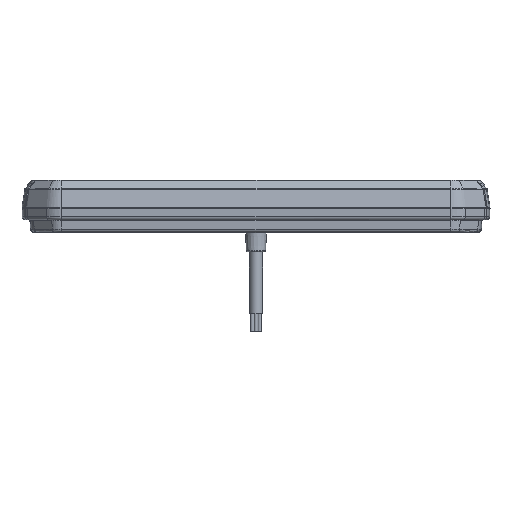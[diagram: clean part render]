
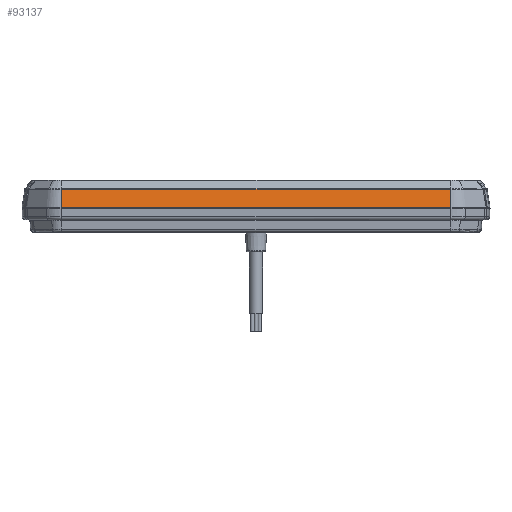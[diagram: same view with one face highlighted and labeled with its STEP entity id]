
A CAD part, front view. The second image highlights one B-rep face of the part: STEP entity #93137.
In plain terms, the highlighted planar face has unit normal (0, -0.987, 0.158).
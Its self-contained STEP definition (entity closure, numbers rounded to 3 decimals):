
#787 = CARTESIAN_POINT ( 'NONE',  ( 119.631, -51.617, 15.25 ) ) ;
#3053 = DIRECTION ( 'NONE',  ( 0., 0.987, -0.158 ) ) ;
#5373 = CARTESIAN_POINT ( 'NONE',  ( 0., -49.772, 26.754 ) ) ;
#12590 = VERTEX_POINT ( 'NONE', #108780 ) ;
#15802 = B_SPLINE_CURVE_WITH_KNOTS ( 'NONE', 1,
 ( #28860, #65948 ),
 .UNSPECIFIED., .F., .F.,
 ( 2, 2 ),
 ( 0.5, 1. ),
 .UNSPECIFIED. ) ;
#22667 = EDGE_CURVE ( 'NONE', #70873, #26412, #113538, .T. ) ;
#23076 = PLANE ( 'NONE',  #25872 ) ;
#23249 = CARTESIAN_POINT ( 'NONE',  ( 119.631, -51.617, 15.25 ) ) ;
#23335 = EDGE_CURVE ( 'NONE', #68407, #26412, #102228, .T. ) ;
#25196 = EDGE_CURVE ( 'NONE', #12590, #70873, #93575, .T. ) ;
#25872 = AXIS2_PLACEMENT_3D ( 'NONE', #5373, #3053, #48964 ) ;
#26412 = VERTEX_POINT ( 'NONE', #100575 ) ;
#28860 = CARTESIAN_POINT ( 'NONE',  ( -0.002, -49.836, 26.358 ) ) ;
#32810 = B_SPLINE_CURVE_WITH_KNOTS ( 'NONE', 2,
 ( #33914, #106330, #69854 ),
 .UNSPECIFIED., .F., .F.,
 ( 3, 3 ),
 ( 0., 1. ),
 .UNSPECIFIED. ) ;
#33914 = CARTESIAN_POINT ( 'NONE',  ( 119.638, -49.836, 26.358 ) ) ;
#36229 = B_SPLINE_CURVE_WITH_KNOTS ( 'NONE', 1,
 ( #80634, #71799 ),
 .UNSPECIFIED., .F., .F.,
 ( 2, 2 ),
 ( 0.5, 1. ),
 .UNSPECIFIED. ) ;
#39277 = ORIENTED_EDGE ( 'NONE', *, *, #93843, .T. ) ;
#41613 = EDGE_CURVE ( 'NONE', #92886, #68407, #32810, .T. ) ;
#44429 = ORIENTED_EDGE ( 'NONE', *, *, #22667, .T. ) ;
#48386 = FACE_OUTER_BOUND ( 'NONE', #83768, .T. ) ;
#48964 = DIRECTION ( 'NONE',  ( -1., 0., 0. ) ) ;
#49730 = ORIENTED_EDGE ( 'NONE', *, *, #25196, .T. ) ;
#55532 = CARTESIAN_POINT ( 'NONE',  ( -0.002, -51.617, 15.25 ) ) ;
#55964 = ORIENTED_EDGE ( 'NONE', *, *, #58098, .F. ) ;
#58098 = EDGE_CURVE ( 'NONE', #116542, #92886, #15802, .T. ) ;
#58324 = CARTESIAN_POINT ( 'NONE',  ( -119.638, -50.726, 20.804 ) ) ;
#65948 = CARTESIAN_POINT ( 'NONE',  ( 119.638, -49.836, 26.358 ) ) ;
#68407 = VERTEX_POINT ( 'NONE', #23249 ) ;
#69854 = CARTESIAN_POINT ( 'NONE',  ( 119.631, -51.617, 15.25 ) ) ;
#70873 = VERTEX_POINT ( 'NONE', #73892 ) ;
#71799 = CARTESIAN_POINT ( 'NONE',  ( -119.641, -49.836, 26.358 ) ) ;
#73892 = CARTESIAN_POINT ( 'NONE',  ( -119.635, -51.617, 15.25 ) ) ;
#74763 = CARTESIAN_POINT ( 'NONE',  ( 119.638, -49.836, 26.358 ) ) ;
#75443 = ORIENTED_EDGE ( 'NONE', *, *, #41613, .F. ) ;
#80634 = CARTESIAN_POINT ( 'NONE',  ( -0.002, -49.836, 26.358 ) ) ;
#81386 = ORIENTED_EDGE ( 'NONE', *, *, #23335, .F. ) ;
#83768 = EDGE_LOOP ( 'NONE', ( #55964, #39277, #49730, #44429, #81386, #75443 ) ) ;
#92886 = VERTEX_POINT ( 'NONE', #74763 ) ;
#93137 = ADVANCED_FACE ( 'NONE', ( #48386 ), #23076, .F. ) ;
#93575 = B_SPLINE_CURVE_WITH_KNOTS ( 'NONE', 2,
 ( #113069, #58324, #94244 ),
 .UNSPECIFIED., .F., .F.,
 ( 3, 3 ),
 ( 0., 1. ),
 .UNSPECIFIED. ) ;
#93843 = EDGE_CURVE ( 'NONE', #116542, #12590, #36229, .T. ) ;
#94244 = CARTESIAN_POINT ( 'NONE',  ( -119.635, -51.617, 15.25 ) ) ;
#100575 = CARTESIAN_POINT ( 'NONE',  ( -0.002, -51.617, 15.25 ) ) ;
#101260 = CARTESIAN_POINT ( 'NONE',  ( -119.635, -51.617, 15.25 ) ) ;
#102228 = B_SPLINE_CURVE_WITH_KNOTS ( 'NONE', 1,
 ( #787, #55532 ),
 .UNSPECIFIED., .F., .F.,
 ( 2, 2 ),
 ( 0., 119.633 ),
 .UNSPECIFIED. ) ;
#102982 = CARTESIAN_POINT ( 'NONE',  ( -0.002, -49.836, 26.358 ) ) ;
#106330 = CARTESIAN_POINT ( 'NONE',  ( 119.634, -50.726, 20.804 ) ) ;
#108780 = CARTESIAN_POINT ( 'NONE',  ( -119.641, -49.836, 26.358 ) ) ;
#111272 = CARTESIAN_POINT ( 'NONE',  ( -0.002, -51.617, 15.25 ) ) ;
#113069 = CARTESIAN_POINT ( 'NONE',  ( -119.641, -49.836, 26.358 ) ) ;
#113538 = B_SPLINE_CURVE_WITH_KNOTS ( 'NONE', 1,
 ( #101260, #111272 ),
 .UNSPECIFIED., .F., .F.,
 ( 2, 2 ),
 ( 0., 119.633 ),
 .UNSPECIFIED. ) ;
#116542 = VERTEX_POINT ( 'NONE', #102982 ) ;
